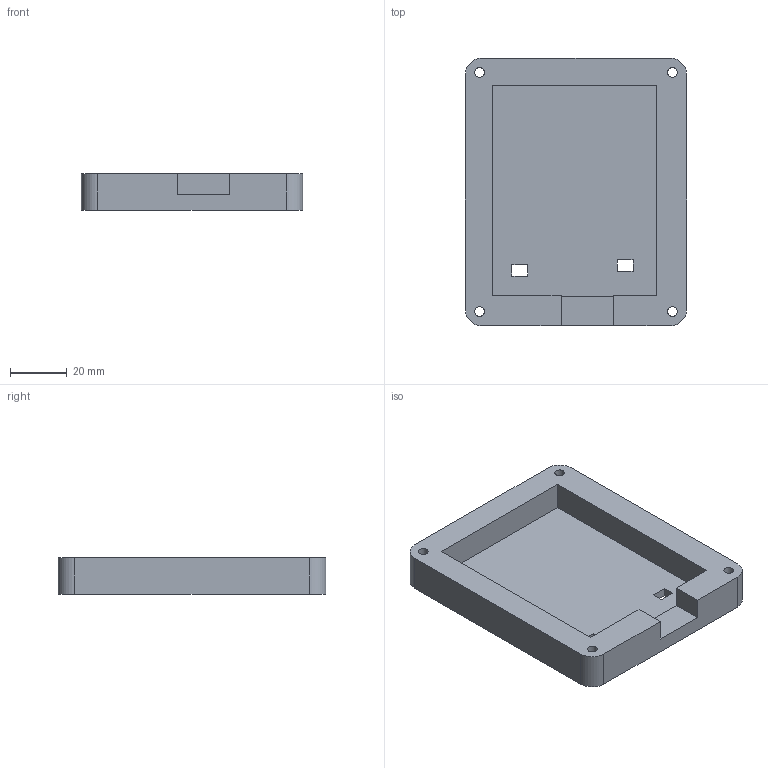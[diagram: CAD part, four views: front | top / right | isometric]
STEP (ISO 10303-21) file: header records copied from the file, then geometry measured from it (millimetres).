
FILE_DESCRIPTION(/* description */ (''),/* implementation_level */ '2;1');
FILE_NAME(/* name */ 'HackYeah.step',/* time_stamp */ '2025-12-05T22:58:41+05:30',/* author */ (''),/* organization */ (''),/* preprocessor_version */ 'ST-DEVELOPER v20.1',/* originating_system */ 'Autodesk Translation Framework v14.21.0.0',/* authorisation */ '');
FILE_SCHEMA (('AUTOMOTIVE_DESIGN { 1 0 10303 214 3 1 1 }'));
Length unit declared in the file: millimetre
Products named in the file (2): 2025-12-04-18-48-26-266; 2025-12-04-19-03-07-969
Assembly tree (1 placements, depth 2):
  2025-12-04-18-48-26-266
    2025-12-04-19-03-07-969
Bounding box: 78 x 94.33 x 13 mm (x, y, z)
Volume: 49869.3 mm3; surface area: 22147.5 mm2
Topology: 1 solids, 1 shells, 38 faces, 96 edges, 64 vertices
Faces by surface type: plane 26, cylinder 12
Full cylindrical faces by diameter (mm): 3.4 x4, 6 x4
Entity records: 1237 total; most frequent: DIRECTION 204, CARTESIAN_POINT 202, ORIENTED_EDGE 192, EDGE_CURVE 96, LINE 72, VECTOR 72, AXIS2_PLACEMENT_3D 66, VERTEX_POINT 64
